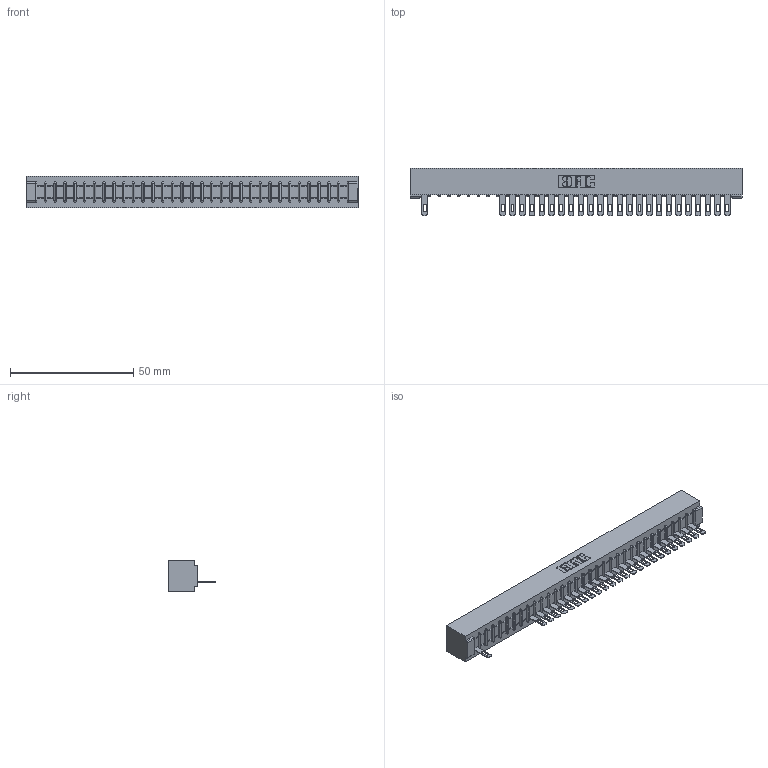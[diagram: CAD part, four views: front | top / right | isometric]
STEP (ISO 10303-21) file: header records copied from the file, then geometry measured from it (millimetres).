
FILE_DESCRIPTION (( 'STEP AP203' ), '1' );
FILE_NAME ('307-032-505-101.STEP', '2018-08-04T21:08:17', ( '' ), ( '' ), 'SwSTEP 2.0', 'SolidWorks 2016', '' );
FILE_SCHEMA (( 'CONFIG_CONTROL_DESIGN' ));
Length unit declared in the file: inch
Products named in the file (3): 307 Part_No Mounting Lugs; 307-290-001_505; 307-032-505-101
Assembly tree (26 placements, depth 2):
  307-032-505-101
    307 Part_No Mounting Lugs
    307-290-001_505  x25
Bounding box: 134.67 x 19.18 x 12.7 mm (x, y, z)
Volume: 14365.1 mm3; surface area: 14779.7 mm2
Topology: 26 solids, 26 shells, 1683 faces, 4797 edges, 3074 vertices
Faces by surface type: plane 1050, cylinder 567, sphere 66
Entity records: 28138 total; most frequent: CARTESIAN_POINT 4765, ORIENTED_EDGE 4758, DIRECTION 4633, EDGE_CURVE 2379, VECTOR 1821, LINE 1821, VERTEX_POINT 1538, AXIS2_PLACEMENT_3D 1406
